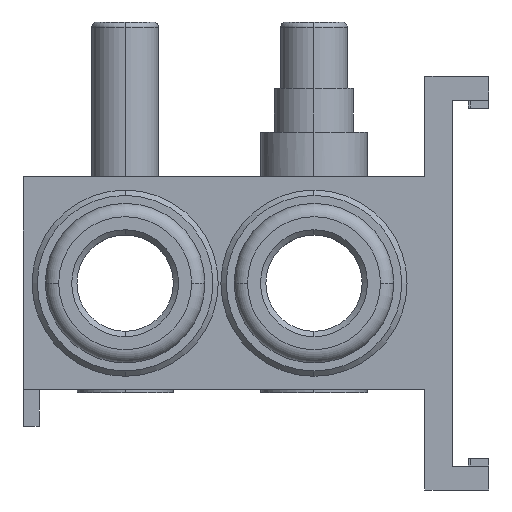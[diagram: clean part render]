
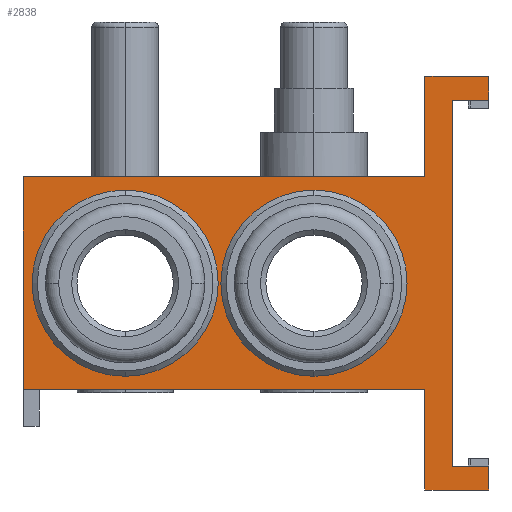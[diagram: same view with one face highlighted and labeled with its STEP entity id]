
A CAD part, left-side view. The second image highlights one B-rep face of the part: STEP entity #2838.
In plain terms, the highlighted planar face has unit normal (-1, 0, 0).
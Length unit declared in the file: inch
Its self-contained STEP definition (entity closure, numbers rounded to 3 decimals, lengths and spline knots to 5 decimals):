
#283 = EDGE_LOOP ( 'NONE', ( #9708, #8257 ) ) ;
#298 = CARTESIAN_POINT ( 'NONE',  ( -1.5835, -0.875, 0.6875 ) ) ;
#372 = VERTEX_POINT ( 'NONE', #1751 ) ;
#562 = LINE ( 'NONE', #298, #4935 ) ;
#592 = CARTESIAN_POINT ( 'NONE',  ( -1.5835, -0.218, -0.181 ) ) ;
#751 = VECTOR ( 'NONE', #9693, 39.37008 ) ;
#778 = DIRECTION ( 'NONE',  ( 1., 0., 0. ) ) ;
#1007 = LINE ( 'NONE', #2702, #751 ) ;
#1166 = FACE_OUTER_BOUND ( 'NONE', #6351, .T. ) ;
#1206 = EDGE_CURVE ( 'NONE', #2358, #7893, #4076, .T. ) ;
#1252 = VERTEX_POINT ( 'NONE', #8029 ) ;
#1265 = ORIENTED_EDGE ( 'NONE', *, *, #9101, .F. ) ;
#1652 = VERTEX_POINT ( 'NONE', #2934 ) ;
#1738 = CARTESIAN_POINT ( 'NONE',  ( -1.5835, -0.875, -0.6875 ) ) ;
#1751 = CARTESIAN_POINT ( 'NONE',  ( -1.5835, 0.492, -0.181 ) ) ;
#1841 = LINE ( 'NONE', #7070, #10376 ) ;
#1927 = AXIS2_PLACEMENT_3D ( 'NONE', #4181, #9930, #4996 ) ;
#2114 = VECTOR ( 'NONE', #8262, 39.37008 ) ;
#2183 = VERTEX_POINT ( 'NONE', #3841 ) ;
#2218 = VERTEX_POINT ( 'NONE', #8790 ) ;
#2358 = VERTEX_POINT ( 'NONE', #2535 ) ;
#2395 = CARTESIAN_POINT ( 'NONE',  ( -1.5835, 0.875, 0.4 ) ) ;
#2535 = CARTESIAN_POINT ( 'NONE',  ( -1.5835, -0.635, -0.4 ) ) ;
#2635 = CARTESIAN_POINT ( 'NONE',  ( -1.5835, -0.875, -0.7775 ) ) ;
#2656 = EDGE_CURVE ( 'NONE', #4248, #3463, #6569, .T. ) ;
#2667 = ORIENTED_EDGE ( 'NONE', *, *, #5414, .T. ) ;
#2674 = DIRECTION ( 'NONE',  ( 1., 0., 0. ) ) ;
#2702 = CARTESIAN_POINT ( 'NONE',  ( -1.5835, 0.875, 0.4 ) ) ;
#2827 = AXIS2_PLACEMENT_3D ( 'NONE', #5731, #778, #6541 ) ;
#2838 = ADVANCED_FACE ( 'NONE', ( #3347, #7451, #1166 ), #8745, .F. ) ;
#2910 = ORIENTED_EDGE ( 'NONE', *, *, #6549, .F. ) ;
#2923 = CARTESIAN_POINT ( 'NONE',  ( -1.5835, -0.635, 0.7775 ) ) ;
#2934 = CARTESIAN_POINT ( 'NONE',  ( -1.5835, -0.875, -0.7775 ) ) ;
#3008 = AXIS2_PLACEMENT_3D ( 'NONE', #7617, #2674, #8441 ) ;
#3332 = CARTESIAN_POINT ( 'NONE',  ( -1.5835, -0.875, 0.7775 ) ) ;
#3347 = FACE_BOUND ( 'NONE', #283, .T. ) ;
#3348 = CARTESIAN_POINT ( 'NONE',  ( -1.5835, -0.738, -0.6875 ) ) ;
#3406 = LINE ( 'NONE', #9353, #9458 ) ;
#3462 = ORIENTED_EDGE ( 'NONE', *, *, #9201, .T. ) ;
#3463 = VERTEX_POINT ( 'NONE', #592 ) ;
#3838 = VECTOR ( 'NONE', #7131, 39.37008 ) ;
#3841 = CARTESIAN_POINT ( 'NONE',  ( -1.5835, 0.492, 0.181 ) ) ;
#3907 = EDGE_CURVE ( 'NONE', #8057, #8170, #8713, .T. ) ;
#3969 = EDGE_CURVE ( 'NONE', #1652, #2218, #10387, .T. ) ;
#4076 = LINE ( 'NONE', #6319, #3838 ) ;
#4175 = CARTESIAN_POINT ( 'NONE',  ( -1.5835, -0.875, 0.7775 ) ) ;
#4181 = CARTESIAN_POINT ( 'NONE',  ( -1.5835, -0.218, 0. ) ) ;
#4248 = VERTEX_POINT ( 'NONE', #9718 ) ;
#4257 = VECTOR ( 'NONE', #10608, 39.37008 ) ;
#4264 = EDGE_CURVE ( 'NONE', #10544, #1652, #9734, .T. ) ;
#4451 = DIRECTION ( 'NONE',  ( 0., 0., 1. ) ) ;
#4665 = CARTESIAN_POINT ( 'NONE',  ( -1.5835, 0., 0. ) ) ;
#4699 = DIRECTION ( 'NONE',  ( 1., 0., 0. ) ) ;
#4778 = CARTESIAN_POINT ( 'NONE',  ( -1.5835, -0.635, 0.4 ) ) ;
#4911 = CIRCLE ( 'NONE', #2827, 0.181 ) ;
#4935 = VECTOR ( 'NONE', #9299, 39.37008 ) ;
#4996 = DIRECTION ( 'NONE',  ( 0., 0., -1. ) ) ;
#5193 = EDGE_CURVE ( 'NONE', #9139, #8057, #1007, .T. ) ;
#5202 = CARTESIAN_POINT ( 'NONE',  ( -1.5835, -0.635, 0.4 ) ) ;
#5297 = DIRECTION ( 'NONE',  ( 0., 0., -1. ) ) ;
#5414 = EDGE_CURVE ( 'NONE', #10544, #9202, #8101, .T. ) ;
#5472 = VECTOR ( 'NONE', #6798, 39.37008 ) ;
#5630 = DIRECTION ( 'NONE',  ( 0., 0., -1. ) ) ;
#5717 = CARTESIAN_POINT ( 'NONE',  ( -1.5835, -0.635, -0.7775 ) ) ;
#5731 = CARTESIAN_POINT ( 'NONE',  ( -1.5835, 0.492, 0. ) ) ;
#5816 = CARTESIAN_POINT ( 'NONE',  ( -1.5835, 0.875, -0.4 ) ) ;
#5859 = EDGE_CURVE ( 'NONE', #7893, #9139, #3406, .T. ) ;
#5918 = CIRCLE ( 'NONE', #1927, 0.181 ) ;
#5978 = DIRECTION ( 'NONE',  ( 0., 1., 0. ) ) ;
#5998 = EDGE_CURVE ( 'NONE', #9202, #10471, #1841, .T. ) ;
#6081 = EDGE_LOOP ( 'NONE', ( #3462, #6731 ) ) ;
#6319 = CARTESIAN_POINT ( 'NONE',  ( -1.5835, -0.635, -0.4 ) ) ;
#6351 = EDGE_LOOP ( 'NONE', ( #10508, #8764, #2910, #7964, #6464, #10405, #6663, #7920, #1265, #7883, #7477, #2667 ) ) ;
#6410 = CARTESIAN_POINT ( 'NONE',  ( -1.5835, -0.875, -0.6875 ) ) ;
#6464 = ORIENTED_EDGE ( 'NONE', *, *, #3907, .F. ) ;
#6541 = DIRECTION ( 'NONE',  ( 0., 0., -1. ) ) ;
#6549 = EDGE_CURVE ( 'NONE', #9749, #1252, #8683, .T. ) ;
#6569 = CIRCLE ( 'NONE', #3008, 0.181 ) ;
#6618 = EDGE_CURVE ( 'NONE', #10471, #1252, #562, .T. ) ;
#6663 = ORIENTED_EDGE ( 'NONE', *, *, #5859, .F. ) ;
#6685 = LINE ( 'NONE', #5717, #4257 ) ;
#6731 = ORIENTED_EDGE ( 'NONE', *, *, #2656, .T. ) ;
#6798 = DIRECTION ( 'NONE',  ( 0., -1., 0. ) ) ;
#7070 = CARTESIAN_POINT ( 'NONE',  ( -1.5835, -0.738, 0.6875 ) ) ;
#7131 = DIRECTION ( 'NONE',  ( 0., 1., 0. ) ) ;
#7262 = CARTESIAN_POINT ( 'NONE',  ( -1.5835, -0.875, 0.7775 ) ) ;
#7451 = FACE_BOUND ( 'NONE', #6081, .T. ) ;
#7477 = ORIENTED_EDGE ( 'NONE', *, *, #4264, .F. ) ;
#7493 = DIRECTION ( 'NONE',  ( 0., 1., 0. ) ) ;
#7617 = CARTESIAN_POINT ( 'NONE',  ( -1.5835, -0.218, 0. ) ) ;
#7619 = LINE ( 'NONE', #10087, #5472 ) ;
#7845 = VECTOR ( 'NONE', #7493, 39.37008 ) ;
#7883 = ORIENTED_EDGE ( 'NONE', *, *, #3969, .F. ) ;
#7893 = VERTEX_POINT ( 'NONE', #5816 ) ;
#7920 = ORIENTED_EDGE ( 'NONE', *, *, #1206, .F. ) ;
#7945 = VECTOR ( 'NONE', #5978, 39.37008 ) ;
#7964 = ORIENTED_EDGE ( 'NONE', *, *, #8022, .F. ) ;
#8022 = EDGE_CURVE ( 'NONE', #8170, #9749, #7619, .T. ) ;
#8029 = CARTESIAN_POINT ( 'NONE',  ( -1.5835, -0.875, 0.6875 ) ) ;
#8057 = VERTEX_POINT ( 'NONE', #5202 ) ;
#8101 = LINE ( 'NONE', #1738, #7845 ) ;
#8170 = VERTEX_POINT ( 'NONE', #2923 ) ;
#8257 = ORIENTED_EDGE ( 'NONE', *, *, #8694, .T. ) ;
#8262 = DIRECTION ( 'NONE',  ( 0., 0., -1. ) ) ;
#8401 = AXIS2_PLACEMENT_3D ( 'NONE', #9613, #4699, #10443 ) ;
#8433 = VECTOR ( 'NONE', #10479, 39.37008 ) ;
#8441 = DIRECTION ( 'NONE',  ( 0., 0., -1. ) ) ;
#8683 = LINE ( 'NONE', #4175, #2114 ) ;
#8694 = EDGE_CURVE ( 'NONE', #2183, #372, #9800, .T. ) ;
#8713 = LINE ( 'NONE', #4778, #8433 ) ;
#8745 = PLANE ( 'NONE',  #10170 ) ;
#8764 = ORIENTED_EDGE ( 'NONE', *, *, #6618, .T. ) ;
#8783 = CARTESIAN_POINT ( 'NONE',  ( -1.5835, -0.738, 0.6875 ) ) ;
#8790 = CARTESIAN_POINT ( 'NONE',  ( -1.5835, -0.635, -0.7775 ) ) ;
#8800 = DIRECTION ( 'NONE',  ( 0., 0., 1. ) ) ;
#9101 = EDGE_CURVE ( 'NONE', #2218, #2358, #6685, .T. ) ;
#9139 = VERTEX_POINT ( 'NONE', #2395 ) ;
#9201 = EDGE_CURVE ( 'NONE', #3463, #4248, #5918, .T. ) ;
#9202 = VERTEX_POINT ( 'NONE', #3348 ) ;
#9299 = DIRECTION ( 'NONE',  ( 0., -1., 0. ) ) ;
#9353 = CARTESIAN_POINT ( 'NONE',  ( -1.5835, 0.875, -0.4 ) ) ;
#9458 = VECTOR ( 'NONE', #4451, 39.37008 ) ;
#9613 = CARTESIAN_POINT ( 'NONE',  ( -1.5835, 0.492, 0. ) ) ;
#9646 = EDGE_CURVE ( 'NONE', #372, #2183, #4911, .T. ) ;
#9693 = DIRECTION ( 'NONE',  ( 0., -1., 0. ) ) ;
#9708 = ORIENTED_EDGE ( 'NONE', *, *, #9646, .T. ) ;
#9718 = CARTESIAN_POINT ( 'NONE',  ( -1.5835, -0.218, 0.181 ) ) ;
#9734 = LINE ( 'NONE', #7262, #9969 ) ;
#9749 = VERTEX_POINT ( 'NONE', #3332 ) ;
#9800 = CIRCLE ( 'NONE', #8401, 0.181 ) ;
#9930 = DIRECTION ( 'NONE',  ( 1., 0., 0. ) ) ;
#9969 = VECTOR ( 'NONE', #5630, 39.37008 ) ;
#10087 = CARTESIAN_POINT ( 'NONE',  ( -1.5835, -0.635, 0.7775 ) ) ;
#10170 = AXIS2_PLACEMENT_3D ( 'NONE', #4665, #10215, #5297 ) ;
#10215 = DIRECTION ( 'NONE',  ( 1., 0., 0. ) ) ;
#10376 = VECTOR ( 'NONE', #8800, 39.37008 ) ;
#10387 = LINE ( 'NONE', #2635, #7945 ) ;
#10405 = ORIENTED_EDGE ( 'NONE', *, *, #5193, .F. ) ;
#10443 = DIRECTION ( 'NONE',  ( 0., 0., -1. ) ) ;
#10471 = VERTEX_POINT ( 'NONE', #8783 ) ;
#10479 = DIRECTION ( 'NONE',  ( 0., 0., 1. ) ) ;
#10508 = ORIENTED_EDGE ( 'NONE', *, *, #5998, .T. ) ;
#10544 = VERTEX_POINT ( 'NONE', #6410 ) ;
#10608 = DIRECTION ( 'NONE',  ( 0., 0., 1. ) ) ;
